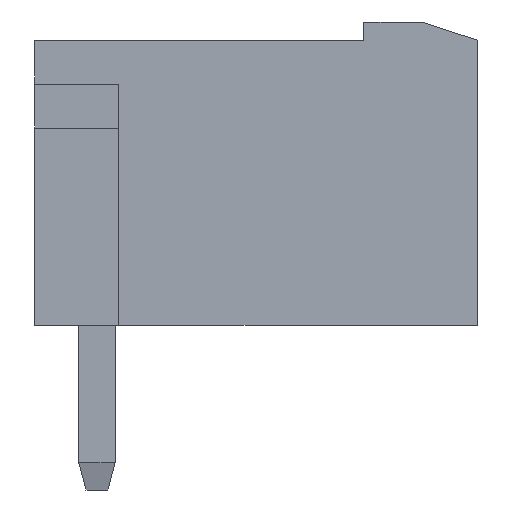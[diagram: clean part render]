
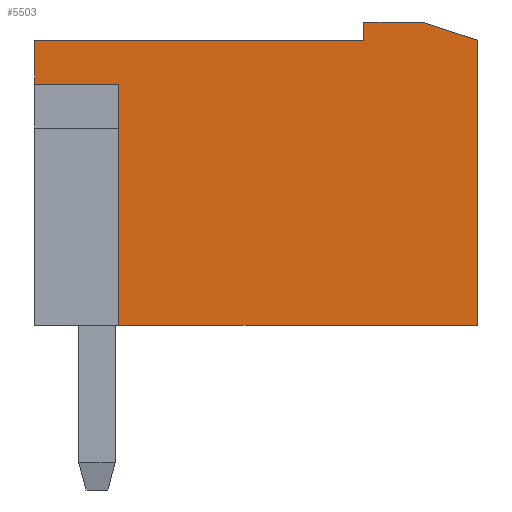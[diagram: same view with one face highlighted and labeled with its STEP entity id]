
A CAD part, left-side view. The second image highlights one B-rep face of the part: STEP entity #5503.
In plain terms, the highlighted planar face has unit normal (-1, 0, 0).
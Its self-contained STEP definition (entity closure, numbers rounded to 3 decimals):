
#325=FACE_OUTER_BOUND('',#650,.T.);
#650=EDGE_LOOP('',(#4471,#4472,#4473,#4474,#4475,#4476,#4477,#4478,#4479));
#978=LINE('',#7775,#1673);
#1016=LINE('',#7857,#1711);
#1023=LINE('',#7870,#1718);
#1154=LINE('',#8147,#1849);
#1165=LINE('',#8169,#1860);
#1268=LINE('',#8460,#1963);
#1271=LINE('',#8465,#1966);
#1283=LINE('',#8481,#1978);
#1285=LINE('',#8485,#1980);
#1673=VECTOR('',#6349,9.);
#1711=VECTOR('',#6419,1.581);
#1718=VECTOR('',#6434,7.8);
#1849=VECTOR('',#6649,6.6);
#1860=VECTOR('',#6670,2.3);
#1963=VECTOR('',#6919,0.5);
#1966=VECTOR('',#6924,1.6);
#1978=VECTOR('',#6944,1.2);
#1980=VECTOR('',#6950,9.8);
#2287=VERTEX_POINT('',#7772);
#2288=VERTEX_POINT('',#7774);
#2315=VERTEX_POINT('',#7854);
#2316=VERTEX_POINT('',#7856);
#2318=VERTEX_POINT('',#7869);
#2421=VERTEX_POINT('',#8144);
#2422=VERTEX_POINT('',#8146);
#2428=VERTEX_POINT('',#8168);
#2519=VERTEX_POINT('',#8459);
#2850=EDGE_CURVE('',#2287,#2288,#978,.T.);
#2888=EDGE_CURVE('',#2315,#2316,#1016,.T.);
#2895=EDGE_CURVE('',#2316,#2318,#1023,.T.);
#3030=EDGE_CURVE('',#2421,#2422,#1154,.T.);
#3041=EDGE_CURVE('',#2422,#2428,#1165,.T.);
#3172=EDGE_CURVE('',#2288,#2519,#1268,.T.);
#3175=EDGE_CURVE('',#2519,#2315,#1271,.T.);
#3187=EDGE_CURVE('',#2428,#2287,#1283,.T.);
#3189=EDGE_CURVE('',#2421,#2318,#1285,.T.);
#4471=ORIENTED_EDGE('',*,*,#2850,.F.);
#4472=ORIENTED_EDGE('',*,*,#3187,.F.);
#4473=ORIENTED_EDGE('',*,*,#3041,.F.);
#4474=ORIENTED_EDGE('',*,*,#3030,.F.);
#4475=ORIENTED_EDGE('',*,*,#3189,.T.);
#4476=ORIENTED_EDGE('',*,*,#2895,.F.);
#4477=ORIENTED_EDGE('',*,*,#2888,.F.);
#4478=ORIENTED_EDGE('',*,*,#3175,.F.);
#4479=ORIENTED_EDGE('',*,*,#3172,.F.);
#5006=PLANE('',#5823);
#5503=ADVANCED_FACE('',(#325),#5006,.T.);
#5823=AXIS2_PLACEMENT_3D('',#8486,#6951,#6952);
#6349=DIRECTION('',(0.,-1.,0.));
#6419=DIRECTION('',(0.,-0.949,-0.316));
#6434=DIRECTION('',(0.,0.,-1.));
#6649=DIRECTION('',(0.,0.,1.));
#6670=DIRECTION('',(0.,1.,0.));
#6919=DIRECTION('',(0.,0.,1.));
#6924=DIRECTION('',(0.,-1.,0.));
#6944=DIRECTION('',(0.,0.,1.));
#6950=DIRECTION('',(0.,-1.,0.));
#6951=DIRECTION('center_axis',(-1.,0.,0.));
#6952=DIRECTION('ref_axis',(0.,0.,-1.));
#7772=CARTESIAN_POINT('',(-10.76,1.7,7.8));
#7774=CARTESIAN_POINT('',(-10.76,-7.3,7.8));
#7775=CARTESIAN_POINT('',(-10.76,-0.6,7.8));
#7854=CARTESIAN_POINT('',(-10.76,-8.9,8.3));
#7856=CARTESIAN_POINT('',(-10.76,-10.4,7.8));
#7857=CARTESIAN_POINT('',(-10.76,-8.428,8.458));
#7869=CARTESIAN_POINT('',(-10.76,-10.4,0.));
#7870=CARTESIAN_POINT('',(-10.76,-10.4,7.8));
#8144=CARTESIAN_POINT('',(-10.76,-0.6,0.));
#8146=CARTESIAN_POINT('',(-10.76,-0.6,6.6));
#8147=CARTESIAN_POINT('',(-10.76,-0.6,0.));
#8168=CARTESIAN_POINT('',(-10.76,1.7,6.6));
#8169=CARTESIAN_POINT('',(-10.76,-0.6,6.6));
#8459=CARTESIAN_POINT('',(-10.76,-7.3,8.3));
#8460=CARTESIAN_POINT('',(-10.76,-7.3,7.875));
#8465=CARTESIAN_POINT('',(-10.76,-7.4,8.3));
#8481=CARTESIAN_POINT('',(-10.76,1.7,6.6));
#8485=CARTESIAN_POINT('',(-10.76,-0.6,0.));
#8486=CARTESIAN_POINT('Origin',(-10.76,-0.6,7.8));
